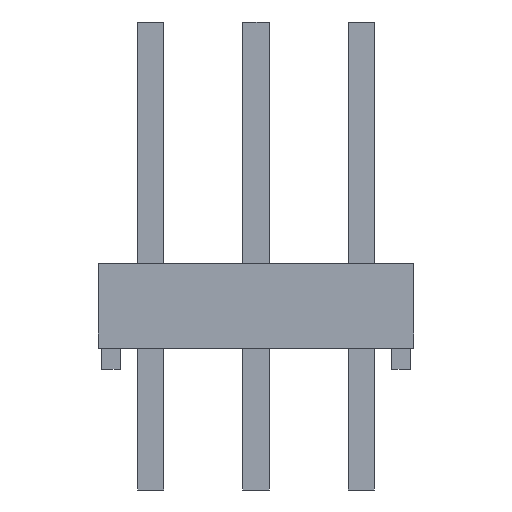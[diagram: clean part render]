
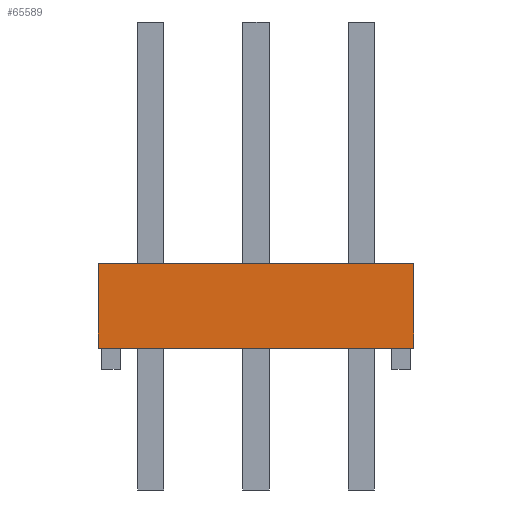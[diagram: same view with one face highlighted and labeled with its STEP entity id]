
A CAD part, left-side view. The second image highlights one B-rep face of the part: STEP entity #65589.
In plain terms, the highlighted planar face has unit normal (-1, 0, 0).
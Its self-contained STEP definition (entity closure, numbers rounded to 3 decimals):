
#65486=CARTESIAN_POINT('',(-40.64,-3.81,0.508));
#65487=VERTEX_POINT('',#65486);
#65494=CARTESIAN_POINT('',(-40.64,3.81,0.508));
#65495=VERTEX_POINT('',#65494);
#65496=CARTESIAN_POINT('',(-40.64,-3.81,0.508));
#65497=DIRECTION('',(0.0,1.0,0.0));
#65498=VECTOR('',#65497,7.62);
#65499=LINE('',#65496,#65498);
#65500=EDGE_CURVE('',#65487,#65495,#65499,.T.);
#65526=CARTESIAN_POINT('',(-40.64,3.81,2.54));
#65527=VERTEX_POINT('',#65526);
#65534=CARTESIAN_POINT('',(-40.64,-3.81,2.54));
#65535=VERTEX_POINT('',#65534);
#65536=CARTESIAN_POINT('',(-40.64,3.81,2.54));
#65537=DIRECTION('',(0.0,-1.0,0.0));
#65538=VECTOR('',#65537,7.62);
#65539=LINE('',#65536,#65538);
#65540=EDGE_CURVE('',#65527,#65535,#65539,.T.);
#65556=CARTESIAN_POINT('',(-40.64,3.81,0.508));
#65557=DIRECTION('',(0.0,0.0,1.0));
#65558=VECTOR('',#65557,2.032);
#65559=LINE('',#65556,#65558);
#65560=EDGE_CURVE('',#65495,#65527,#65559,.T.);
#65573=CARTESIAN_POINT('',(-40.64,0.,1.524));
#65574=DIRECTION('',(1.0,0.0,0.0));
#65575=DIRECTION('',(0.0,0.0,1.0));
#65576=AXIS2_PLACEMENT_3D('',#65573,#65574,#65575);
#65577=PLANE('',#65576);
#65578=CARTESIAN_POINT('',(-40.64,-3.81,0.508));
#65579=DIRECTION('',(0.0,0.0,1.0));
#65580=VECTOR('',#65579,2.032);
#65581=LINE('',#65578,#65580);
#65582=EDGE_CURVE('',#65487,#65535,#65581,.T.);
#65583=ORIENTED_EDGE('',*,*,#65582,.T.);
#65584=ORIENTED_EDGE('',*,*,#65540,.F.);
#65585=ORIENTED_EDGE('',*,*,#65560,.F.);
#65586=ORIENTED_EDGE('',*,*,#65500,.F.);
#65587=EDGE_LOOP('',(#65583,#65584,#65585,#65586));
#65588=FACE_OUTER_BOUND('',#65587,.T.);
#65589=ADVANCED_FACE('',(#65588),#65577,.F.);
